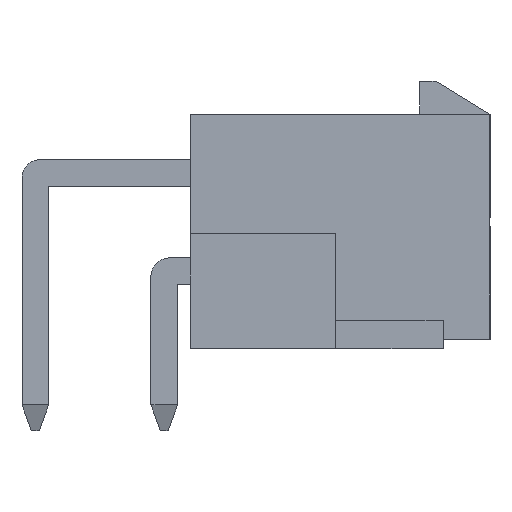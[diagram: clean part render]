
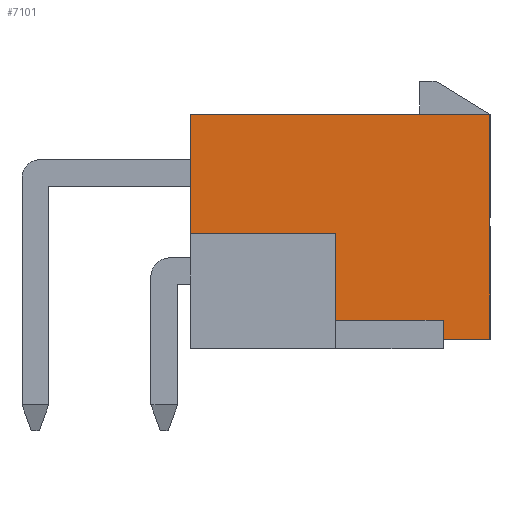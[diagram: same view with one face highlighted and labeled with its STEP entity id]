
A CAD part, left-side view. The second image highlights one B-rep face of the part: STEP entity #7101.
In plain terms, the highlighted planar face has unit normal (-1, 0, 0).
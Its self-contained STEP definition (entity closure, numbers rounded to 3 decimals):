
#779=ORIENTED_EDGE('',*,*,#2735,.F.);
#780=ORIENTED_EDGE('',*,*,#2732,.F.);
#781=ORIENTED_EDGE('',*,*,#2751,.T.);
#782=ORIENTED_EDGE('',*,*,#2752,.T.);
#783=ORIENTED_EDGE('',*,*,#2687,.T.);
#784=ORIENTED_EDGE('',*,*,#2397,.T.);
#785=ORIENTED_EDGE('',*,*,#2753,.T.);
#786=ORIENTED_EDGE('',*,*,#2259,.T.);
#2259=EDGE_CURVE('',#3267,#3266,#3924,.T.);
#2397=EDGE_CURVE('',#3391,#3390,#4062,.T.);
#2687=EDGE_CURVE('',#3670,#3391,#4351,.T.);
#2732=EDGE_CURVE('',#3704,#3705,#4391,.T.);
#2735=EDGE_CURVE('',#3705,#3266,#4394,.T.);
#2751=EDGE_CURVE('',#3704,#3716,#4406,.T.);
#2752=EDGE_CURVE('',#3716,#3670,#4407,.T.);
#2753=EDGE_CURVE('',#3390,#3267,#4408,.T.);
#3266=VERTEX_POINT('',#9809);
#3267=VERTEX_POINT('',#9811);
#3390=VERTEX_POINT('',#10072);
#3391=VERTEX_POINT('',#10074);
#3670=VERTEX_POINT('',#10676);
#3704=VERTEX_POINT('',#10761);
#3705=VERTEX_POINT('',#10763);
#3716=VERTEX_POINT('',#10798);
#3924=LINE('',#9810,#4917);
#4062=LINE('',#10073,#5055);
#4351=LINE('',#10675,#5344);
#4391=LINE('',#10762,#5384);
#4394=LINE('',#10768,#5387);
#4406=LINE('',#10797,#5399);
#4407=LINE('',#10799,#5400);
#4408=LINE('',#10800,#5401);
#4917=VECTOR('',#7958,1000.);
#5055=VECTOR('',#8098,1000.);
#5344=VECTOR('',#8455,1000.);
#5384=VECTOR('',#8519,1000.);
#5387=VECTOR('',#8524,1000.);
#5399=VECTOR('',#8552,1000.);
#5400=VECTOR('',#8553,1000.);
#5401=VECTOR('',#8554,1000.);
#5938=EDGE_LOOP('',(#779,#780,#781,#782,#783,#784,#785,#786));
#6387=FACE_BOUND('',#5938,.T.);
#6762=PLANE('',#7497);
#7101=ADVANCED_FACE('',(#6387),#6762,.T.);
#7497=AXIS2_PLACEMENT_3D('',#10796,#8550,#8551);
#7958=DIRECTION('',(0.,0.,-1.));
#8098=DIRECTION('',(0.,0.,1.));
#8455=DIRECTION('',(0.,-1.,0.));
#8519=DIRECTION('',(0.,0.,1.));
#8524=DIRECTION('',(0.,1.,0.));
#8550=DIRECTION('',(-1.,0.,0.));
#8551=DIRECTION('',(0.,0.,1.));
#8552=DIRECTION('',(0.,-1.,0.));
#8553=DIRECTION('',(0.,0.,-1.));
#8554=DIRECTION('',(0.,1.,0.));
#9809=CARTESIAN_POINT('',(-19.5,6.4,-0.298));
#9810=CARTESIAN_POINT('',(-19.5,6.4,4.8));
#9811=CARTESIAN_POINT('',(-19.5,6.4,4.8));
#10072=CARTESIAN_POINT('',(-19.5,-6.4,4.8));
#10073=CARTESIAN_POINT('',(-19.5,-6.4,-4.8));
#10074=CARTESIAN_POINT('',(-19.5,-6.4,-4.8));
#10675=CARTESIAN_POINT('',(-19.5,6.4,-4.8));
#10676=CARTESIAN_POINT('',(-19.5,-4.4,-4.8));
#10761=CARTESIAN_POINT('',(-19.5,0.2,-3.998));
#10762=CARTESIAN_POINT('',(-19.5,0.2,-5.198));
#10763=CARTESIAN_POINT('',(-19.5,0.2,-0.298));
#10768=CARTESIAN_POINT('',(-19.5,0.2,-0.298));
#10796=CARTESIAN_POINT('',(-19.5,0.,0.));
#10797=CARTESIAN_POINT('',(-19.5,0.2,-3.998));
#10798=CARTESIAN_POINT('',(-19.5,-4.4,-3.998));
#10799=CARTESIAN_POINT('',(-19.5,-4.4,-3.998));
#10800=CARTESIAN_POINT('',(-19.5,-6.4,4.8));
